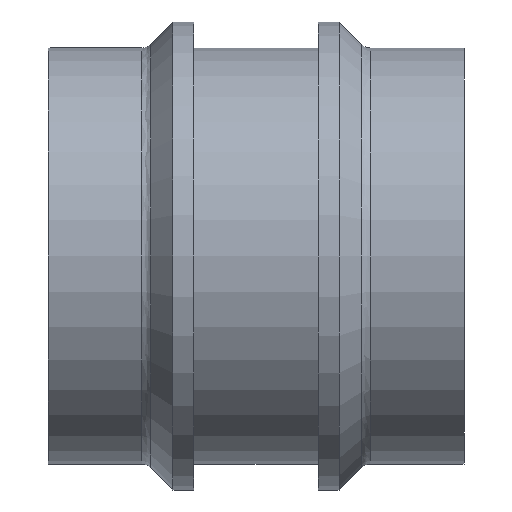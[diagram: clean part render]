
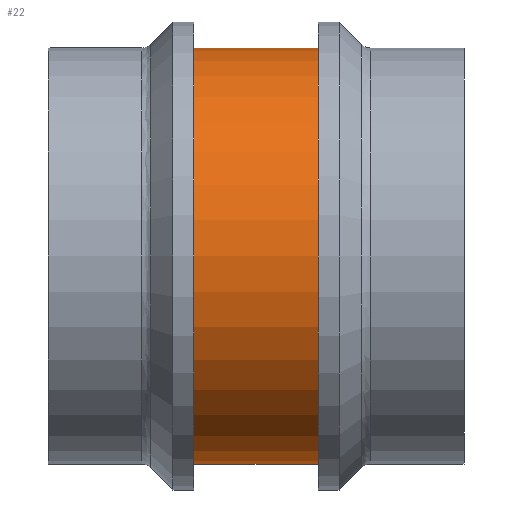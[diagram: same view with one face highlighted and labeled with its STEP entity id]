
A CAD part, front view. The second image highlights one B-rep face of the part: STEP entity #22.
In plain terms, the highlighted cylindrical face has radius 100 mm (diameter 200 mm), a full revolution.
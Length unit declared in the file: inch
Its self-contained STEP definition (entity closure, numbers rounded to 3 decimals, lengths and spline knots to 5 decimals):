
#18 = CARTESIAN_POINT ( 'NONE',  ( 5.11811, 0., -3.93701 ) ) ;
#21 = DIRECTION ( 'NONE',  ( 0., 0., -1. ) ) ;
#22 = ADVANCED_FACE ( 'NONE', ( #327, #239 ), #81, .T. ) ;
#30 = DIRECTION ( 'NONE',  ( -1., 0., 0. ) ) ;
#58 = AXIS2_PLACEMENT_3D ( 'NONE', #345, #286, #119 ) ;
#69 = ORIENTED_EDGE ( 'NONE', *, *, #330, .F. ) ;
#79 = CARTESIAN_POINT ( 'NONE',  ( 2.75591, 0., 0. ) ) ;
#81 = CYLINDRICAL_SURFACE ( 'NONE', #58, 3.93701 ) ;
#119 = DIRECTION ( 'NONE',  ( 0., 0., -1. ) ) ;
#124 = DIRECTION ( 'NONE',  ( 0., 0., -1. ) ) ;
#141 = ORIENTED_EDGE ( 'NONE', *, *, #166, .F. ) ;
#144 = CARTESIAN_POINT ( 'NONE',  ( 5.11811, 0., 0. ) ) ;
#166 = EDGE_CURVE ( 'NONE', #403, #403, #383, .T. ) ;
#218 = AXIS2_PLACEMENT_3D ( 'NONE', #144, #374, #21 ) ;
#239 = FACE_OUTER_BOUND ( 'NONE', #381, .T. ) ;
#256 = CIRCLE ( 'NONE', #218, 3.93701 ) ;
#285 = AXIS2_PLACEMENT_3D ( 'NONE', #79, #30, #124 ) ;
#286 = DIRECTION ( 'NONE',  ( 1., 0., 0. ) ) ;
#293 = VERTEX_POINT ( 'NONE', #18 ) ;
#327 = FACE_OUTER_BOUND ( 'NONE', #420, .T. ) ;
#330 = EDGE_CURVE ( 'NONE', #293, #293, #256, .T. ) ;
#338 = CARTESIAN_POINT ( 'NONE',  ( 2.75591, 0., -3.93701 ) ) ;
#345 = CARTESIAN_POINT ( 'NONE',  ( 3.93701, 0., 0. ) ) ;
#374 = DIRECTION ( 'NONE',  ( 1., 0., 0. ) ) ;
#381 = EDGE_LOOP ( 'NONE', ( #69 ) ) ;
#383 = CIRCLE ( 'NONE', #285, 3.93701 ) ;
#403 = VERTEX_POINT ( 'NONE', #338 ) ;
#420 = EDGE_LOOP ( 'NONE', ( #141 ) ) ;
